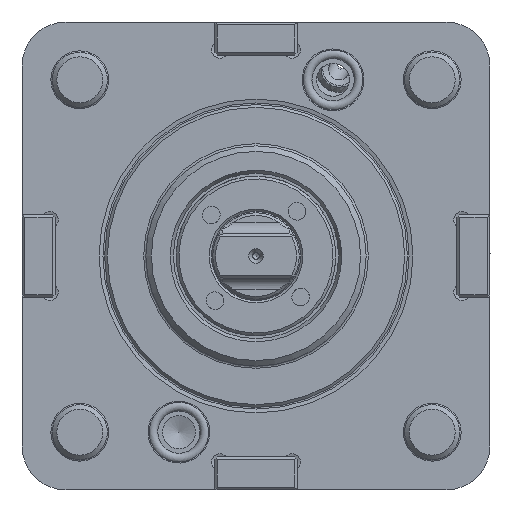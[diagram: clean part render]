
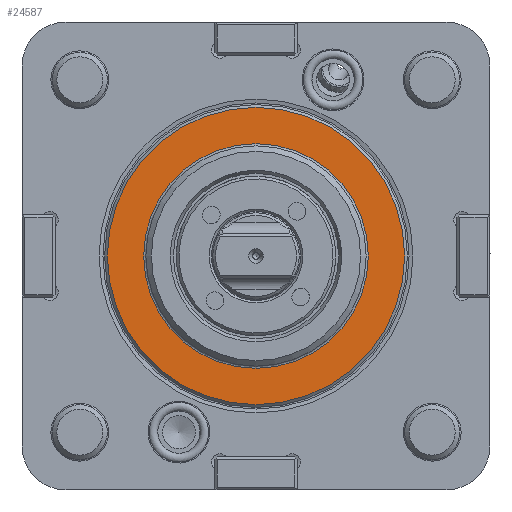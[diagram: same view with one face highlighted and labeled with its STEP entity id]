
A CAD part, front view. The second image highlights one B-rep face of the part: STEP entity #24587.
In plain terms, the highlighted planar face has unit normal (0, -1, 0).
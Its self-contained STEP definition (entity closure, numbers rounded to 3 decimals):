
#33 = DIRECTION ( 'NONE',  ( 1., 0., 0. ) ) ;
#36 = CIRCLE ( 'NONE', #8451, 20.4 ) ;
#300 = CARTESIAN_POINT ( 'NONE',  ( 0., -62., 0. ) ) ;
#1789 = CARTESIAN_POINT ( 'NONE',  ( 0., -62., 0. ) ) ;
#8172 = EDGE_LOOP ( 'NONE', ( #33533 ) ) ;
#8451 = AXIS2_PLACEMENT_3D ( 'NONE', #1789, #11979, #25168 ) ;
#8463 = CARTESIAN_POINT ( 'NONE',  ( 20.4, -62., 0. ) ) ;
#9475 = FACE_OUTER_BOUND ( 'NONE', #18682, .T. ) ;
#10088 = DIRECTION ( 'NONE',  ( 0., 1., 0. ) ) ;
#11979 = DIRECTION ( 'NONE',  ( 0., 1., 0. ) ) ;
#14012 = VERTEX_POINT ( 'NONE', #8463 ) ;
#15523 = AXIS2_PLACEMENT_3D ( 'NONE', #300, #16621, #37267 ) ;
#16621 = DIRECTION ( 'NONE',  ( 0., 1., 0. ) ) ;
#18557 = AXIS2_PLACEMENT_3D ( 'NONE', #40639, #10088, #33 ) ;
#18682 = EDGE_LOOP ( 'NONE', ( #26503 ) ) ;
#20169 = PLANE ( 'NONE',  #18557 ) ;
#23487 = EDGE_CURVE ( 'NONE', #14012, #14012, #36, .T. ) ;
#24587 = ADVANCED_FACE ( 'NONE', ( #9475, #25728 ), #20169, .F. ) ;
#24655 = CARTESIAN_POINT ( 'NONE',  ( 27., -62., 0. ) ) ;
#25168 = DIRECTION ( 'NONE',  ( 1., 0., 0. ) ) ;
#25686 = EDGE_CURVE ( 'NONE', #40371, #40371, #39452, .T. ) ;
#25728 = FACE_BOUND ( 'NONE', #8172, .T. ) ;
#26503 = ORIENTED_EDGE ( 'NONE', *, *, #25686, .F. ) ;
#33533 = ORIENTED_EDGE ( 'NONE', *, *, #23487, .T. ) ;
#37267 = DIRECTION ( 'NONE',  ( 1., 0., 0. ) ) ;
#39452 = CIRCLE ( 'NONE', #15523, 27. ) ;
#40371 = VERTEX_POINT ( 'NONE', #24655 ) ;
#40639 = CARTESIAN_POINT ( 'NONE',  ( -27., -62., 0. ) ) ;
